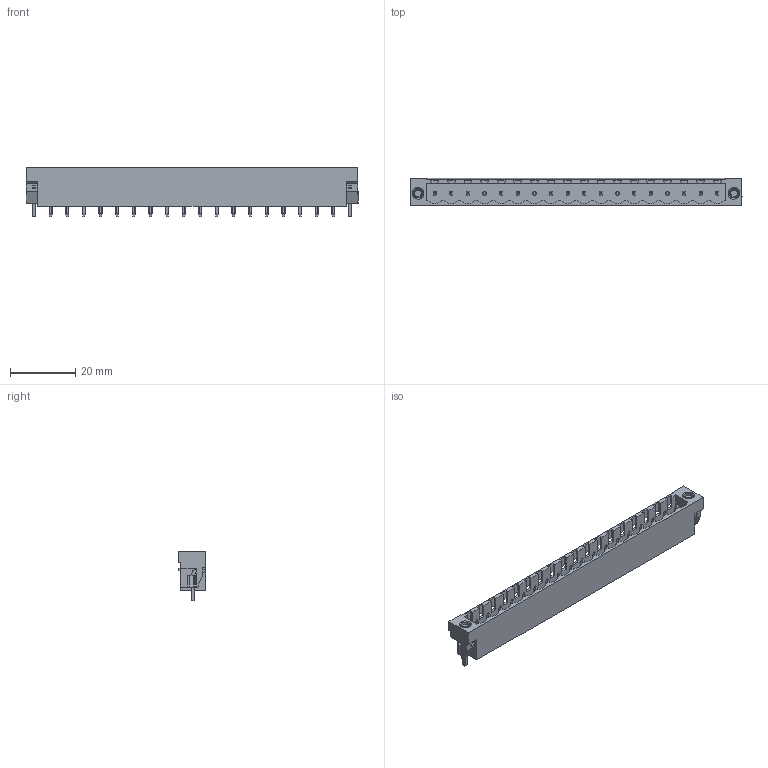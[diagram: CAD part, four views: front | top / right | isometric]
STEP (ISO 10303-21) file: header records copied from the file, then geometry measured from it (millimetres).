
FILE_DESCRIPTION(('CATIA V5 STEP Exchange','CAx-IF Rec.Pracs.--- Model Styling and Organization---1.2---2011-12-15'),'2;1');
FILE_NAME ('D1449262_0', '2018-10-25T07:18:48+00:00', ('none'), ('Weidmueller'), 'CATIA Version 5-6 Release 2014', 'CATIA V5 STEP AP214', 'none');
FILE_SCHEMA(('AUTOMOTIVE_DESIGN { 1 0 10303 214 1 1 1 1 }'));
Length unit declared in the file: millimetre
Products named in the file (1): 1149750000
Bounding box: 101.44 x 8.43 x 15.2 mm (x, y, z)
Volume: 4746.2 mm3; surface area: 7762.8 mm2
Topology: 23 solids, 23 shells, 815 faces, 2418 edges, 1613 vertices
Faces by surface type: plane 617, cylinder 186, cone 12
Entity records: 25265 total; most frequent: CARTESIAN_POINT 5505, ORIENTED_EDGE 4836, DIRECTION 2916, EDGE_CURVE 2418, VECTOR 1746, LINE 1746, VERTEX_POINT 1613, EDGE_LOOP 863
